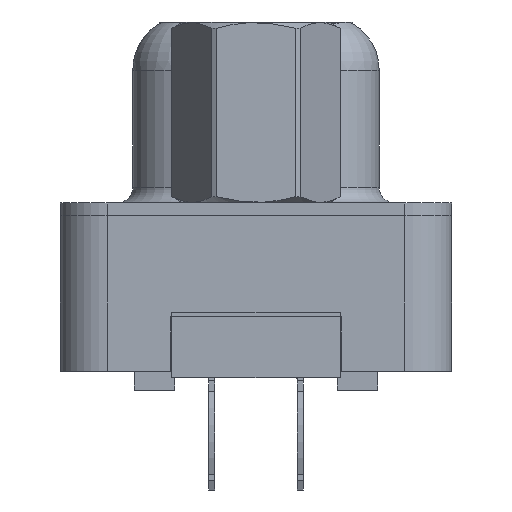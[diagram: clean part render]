
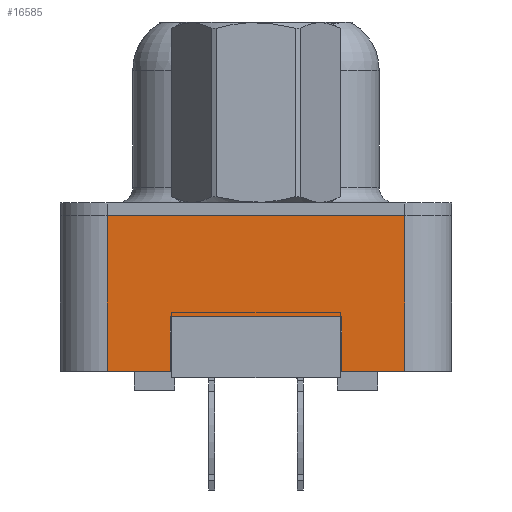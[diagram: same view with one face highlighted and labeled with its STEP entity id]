
A CAD part, left-side view. The second image highlights one B-rep face of the part: STEP entity #16585.
In plain terms, the highlighted planar face has unit normal (-1, 0, 0).
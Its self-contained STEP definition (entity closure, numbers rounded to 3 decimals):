
#651 = VERTEX_POINT ( 'NONE', #17779 ) ;
#755 = VECTOR ( 'NONE', #14846, 1000. ) ;
#1101 = DIRECTION ( 'NONE',  ( -1., 0., 0. ) ) ;
#2198 = CARTESIAN_POINT ( 'NONE',  ( -2.91, -2.75, -3.25 ) ) ;
#2910 = CARTESIAN_POINT ( 'NONE',  ( -2.91, 2.75, -3.25 ) ) ;
#2930 = EDGE_CURVE ( 'NONE', #20120, #651, #28771, .T. ) ;
#3208 = CARTESIAN_POINT ( 'NONE',  ( -2.91, -4.775, -5. ) ) ;
#3802 = ORIENTED_EDGE ( 'NONE', *, *, #30111, .F. ) ;
#4261 = EDGE_CURVE ( 'NONE', #27929, #29351, #6868, .T. ) ;
#4456 = ORIENTED_EDGE ( 'NONE', *, *, #21796, .T. ) ;
#4695 = CARTESIAN_POINT ( 'NONE',  ( -2.91, -4.775, 0. ) ) ;
#5163 = CARTESIAN_POINT ( 'NONE',  ( -2.91, -4.775, -5. ) ) ;
#5241 = CARTESIAN_POINT ( 'NONE',  ( -2.91, 4.775, -5. ) ) ;
#5542 = VERTEX_POINT ( 'NONE', #11763 ) ;
#6868 = LINE ( 'NONE', #2910, #13150 ) ;
#7773 = DIRECTION ( 'NONE',  ( 0., 1., 0. ) ) ;
#7898 = CARTESIAN_POINT ( 'NONE',  ( -2.91, 2.75, -3.25 ) ) ;
#8421 = VECTOR ( 'NONE', #23447, 1000. ) ;
#8813 = VERTEX_POINT ( 'NONE', #23459 ) ;
#10147 = ORIENTED_EDGE ( 'NONE', *, *, #29187, .T. ) ;
#10265 = DIRECTION ( 'NONE',  ( 0., 0., 1. ) ) ;
#10298 = VECTOR ( 'NONE', #22438, 1000. ) ;
#10507 = ORIENTED_EDGE ( 'NONE', *, *, #29506, .T. ) ;
#10562 = LINE ( 'NONE', #17575, #10298 ) ;
#11536 = DIRECTION ( 'NONE',  ( 0., 0., -1. ) ) ;
#11688 = DIRECTION ( 'NONE',  ( 0., -1., 0. ) ) ;
#11723 = ORIENTED_EDGE ( 'NONE', *, *, #25778, .F. ) ;
#11763 = CARTESIAN_POINT ( 'NONE',  ( -2.91, 4.775, 0. ) ) ;
#12966 = VERTEX_POINT ( 'NONE', #13389 ) ;
#13150 = VECTOR ( 'NONE', #7773, 1000. ) ;
#13389 = CARTESIAN_POINT ( 'NONE',  ( -2.91, 2.75, -5. ) ) ;
#13807 = VECTOR ( 'NONE', #11688, 1000. ) ;
#14348 = VECTOR ( 'NONE', #14451, 1000. ) ;
#14451 = DIRECTION ( 'NONE',  ( 0., -1., 0. ) ) ;
#14846 = DIRECTION ( 'NONE',  ( 0., 0., 1. ) ) ;
#15827 = CARTESIAN_POINT ( 'NONE',  ( -2.91, -2.75, -3.25 ) ) ;
#16585 = ADVANCED_FACE ( 'NONE', ( #26555 ), #24276, .T. ) ;
#17575 = CARTESIAN_POINT ( 'NONE',  ( -2.91, -4.775, -5. ) ) ;
#17779 = CARTESIAN_POINT ( 'NONE',  ( -2.91, -4.775, 0. ) ) ;
#18251 = LINE ( 'NONE', #15827, #22643 ) ;
#18552 = ORIENTED_EDGE ( 'NONE', *, *, #4261, .F. ) ;
#18962 = LINE ( 'NONE', #5241, #755 ) ;
#19707 = VERTEX_POINT ( 'NONE', #27892 ) ;
#20120 = VERTEX_POINT ( 'NONE', #24112 ) ;
#20872 = AXIS2_PLACEMENT_3D ( 'NONE', #26091, #1101, #10265 ) ;
#21796 = EDGE_CURVE ( 'NONE', #19707, #12966, #10562, .T. ) ;
#22031 = VECTOR ( 'NONE', #25015, 1000. ) ;
#22438 = DIRECTION ( 'NONE',  ( 0., -1., 0. ) ) ;
#22643 = VECTOR ( 'NONE', #11536, 1000. ) ;
#23156 = LINE ( 'NONE', #25450, #22031 ) ;
#23447 = DIRECTION ( 'NONE',  ( 0., 0., 1. ) ) ;
#23459 = CARTESIAN_POINT ( 'NONE',  ( -2.91, -2.75, -5. ) ) ;
#24112 = CARTESIAN_POINT ( 'NONE',  ( -2.91, -4.775, -5. ) ) ;
#24276 = PLANE ( 'NONE',  #20872 ) ;
#25015 = DIRECTION ( 'NONE',  ( 0., 0., -1. ) ) ;
#25450 = CARTESIAN_POINT ( 'NONE',  ( -2.91, 2.75, -3.25 ) ) ;
#25778 = EDGE_CURVE ( 'NONE', #5542, #651, #28131, .T. ) ;
#26091 = CARTESIAN_POINT ( 'NONE',  ( -2.91, -4.775, -5. ) ) ;
#26323 = LINE ( 'NONE', #5163, #14348 ) ;
#26472 = EDGE_CURVE ( 'NONE', #29351, #12966, #23156, .T. ) ;
#26555 = FACE_OUTER_BOUND ( 'NONE', #27042, .T. ) ;
#27042 = EDGE_LOOP ( 'NONE', ( #10507, #10147, #28530, #11723, #3802, #4456, #28022, #18552 ) ) ;
#27892 = CARTESIAN_POINT ( 'NONE',  ( -2.91, 4.775, -5. ) ) ;
#27929 = VERTEX_POINT ( 'NONE', #2198 ) ;
#28022 = ORIENTED_EDGE ( 'NONE', *, *, #26472, .F. ) ;
#28131 = LINE ( 'NONE', #4695, #13807 ) ;
#28530 = ORIENTED_EDGE ( 'NONE', *, *, #2930, .T. ) ;
#28771 = LINE ( 'NONE', #3208, #8421 ) ;
#29187 = EDGE_CURVE ( 'NONE', #8813, #20120, #26323, .T. ) ;
#29351 = VERTEX_POINT ( 'NONE', #7898 ) ;
#29506 = EDGE_CURVE ( 'NONE', #27929, #8813, #18251, .T. ) ;
#30111 = EDGE_CURVE ( 'NONE', #19707, #5542, #18962, .T. ) ;
